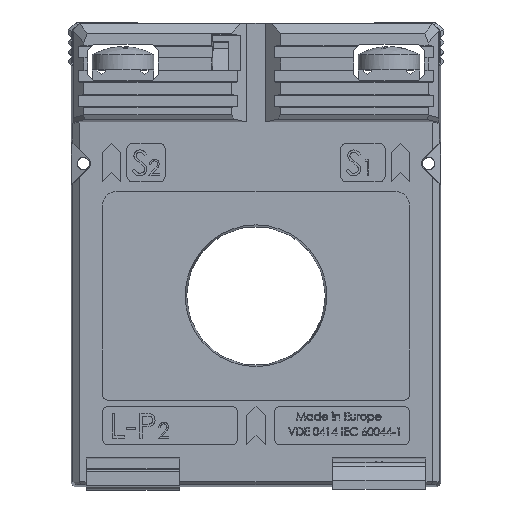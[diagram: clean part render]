
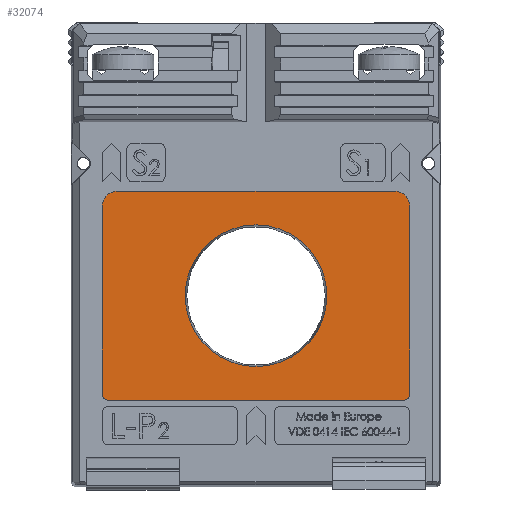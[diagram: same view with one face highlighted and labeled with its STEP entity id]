
A CAD part, top view. The second image highlights one B-rep face of the part: STEP entity #32074.
In plain terms, the highlighted planar face has unit normal (0, 0, 1).
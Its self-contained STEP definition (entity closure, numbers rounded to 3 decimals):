
#1226=FACE_BOUND('',#4258,.T.);
#1414=CIRCLE('',#33743,11.512);
#1443=CIRCLE('',#33840,1.);
#1444=CIRCLE('',#33843,1.);
#1445=CIRCLE('',#33846,2.5);
#1446=CIRCLE('',#33849,2.5);
#2474=FACE_OUTER_BOUND('',#4257,.T.);
#4257=EDGE_LOOP('',(#24852,#24853,#24854,#24855,#24856,#24857,#24858,#24859));
#4258=EDGE_LOOP('',(#24860));
#7436=LINE('',#57460,#10953);
#7439=LINE('',#57468,#10956);
#7442=LINE('',#57476,#10959);
#7445=LINE('',#57483,#10962);
#10953=VECTOR('',#38973,1000.);
#10956=VECTOR('',#38982,1000.);
#10959=VECTOR('',#38991,1000.);
#10962=VECTOR('',#39000,1000.);
#13666=VERTEX_POINT('',#54854);
#14172=VERTEX_POINT('',#57453);
#14173=VERTEX_POINT('',#57455);
#14174=VERTEX_POINT('',#57459);
#14175=VERTEX_POINT('',#57463);
#14176=VERTEX_POINT('',#57467);
#14177=VERTEX_POINT('',#57471);
#14178=VERTEX_POINT('',#57475);
#14179=VERTEX_POINT('',#57479);
#17390=EDGE_CURVE('',#13666,#13666,#1414,.T.);
#17969=EDGE_CURVE('',#14173,#14172,#1443,.T.);
#17971=EDGE_CURVE('',#14174,#14173,#7436,.T.);
#17973=EDGE_CURVE('',#14175,#14174,#1444,.T.);
#17975=EDGE_CURVE('',#14176,#14175,#7439,.T.);
#17977=EDGE_CURVE('',#14177,#14176,#1445,.T.);
#17979=EDGE_CURVE('',#14178,#14177,#7442,.T.);
#17981=EDGE_CURVE('',#14179,#14178,#1446,.T.);
#17983=EDGE_CURVE('',#14172,#14179,#7445,.T.);
#24852=ORIENTED_EDGE('',*,*,#17969,.T.);
#24853=ORIENTED_EDGE('',*,*,#17983,.T.);
#24854=ORIENTED_EDGE('',*,*,#17981,.T.);
#24855=ORIENTED_EDGE('',*,*,#17979,.T.);
#24856=ORIENTED_EDGE('',*,*,#17977,.T.);
#24857=ORIENTED_EDGE('',*,*,#17975,.T.);
#24858=ORIENTED_EDGE('',*,*,#17973,.T.);
#24859=ORIENTED_EDGE('',*,*,#17971,.T.);
#24860=ORIENTED_EDGE('',*,*,#17390,.F.);
#29089=PLANE('',#33851);
#32074=ADVANCED_FACE('',(#2474,#1226),#29089,.T.);
#33743=AXIS2_PLACEMENT_3D('',#54856,#38318,#38319);
#33840=AXIS2_PLACEMENT_3D('',#57456,#38968,#38969);
#33843=AXIS2_PLACEMENT_3D('',#57464,#38977,#38978);
#33846=AXIS2_PLACEMENT_3D('',#57472,#38986,#38987);
#33849=AXIS2_PLACEMENT_3D('',#57480,#38995,#38996);
#33851=AXIS2_PLACEMENT_3D('',#57484,#39001,#39002);
#38318=DIRECTION('center_axis',(0.,0.,1.));
#38319=DIRECTION('ref_axis',(1.,0.,0.));
#38968=DIRECTION('center_axis',(0.,0.,1.));
#38969=DIRECTION('ref_axis',(1.,0.,0.));
#38973=DIRECTION('',(1.,0.,0.));
#38977=DIRECTION('center_axis',(0.,0.,1.));
#38978=DIRECTION('ref_axis',(-1.,0.,0.));
#38982=DIRECTION('',(0.,-1.,0.));
#38986=DIRECTION('center_axis',(0.,0.,1.));
#38987=DIRECTION('ref_axis',(1.,0.,0.));
#38991=DIRECTION('',(-1.,0.,0.));
#38995=DIRECTION('center_axis',(0.,0.,1.));
#38996=DIRECTION('ref_axis',(-1.,0.,0.));
#39000=DIRECTION('',(0.,1.,0.));
#39001=DIRECTION('center_axis',(0.,0.,1.));
#39002=DIRECTION('ref_axis',(1.,0.,0.));
#54854=CARTESIAN_POINT('',(-11.512,0.,14.995));
#54856=CARTESIAN_POINT('Origin',(0.,0.,14.995));
#57453=CARTESIAN_POINT('',(25.,-16.,14.995));
#57455=CARTESIAN_POINT('',(24.,-17.,14.995));
#57456=CARTESIAN_POINT('Origin',(24.,-16.,14.995));
#57459=CARTESIAN_POINT('',(-24.,-17.,14.995));
#57460=CARTESIAN_POINT('',(-24.,-17.,14.995));
#57463=CARTESIAN_POINT('',(-25.,-16.,14.995));
#57464=CARTESIAN_POINT('Origin',(-24.,-16.,14.995));
#57467=CARTESIAN_POINT('',(-25.,14.5,14.995));
#57468=CARTESIAN_POINT('',(-25.,14.5,14.995));
#57471=CARTESIAN_POINT('',(-22.5,17.,14.995));
#57472=CARTESIAN_POINT('Origin',(-22.5,14.5,14.995));
#57475=CARTESIAN_POINT('',(22.5,17.,14.995));
#57476=CARTESIAN_POINT('',(-22.5,17.,14.995));
#57479=CARTESIAN_POINT('',(25.,14.5,14.995));
#57480=CARTESIAN_POINT('Origin',(22.5,14.5,14.995));
#57483=CARTESIAN_POINT('',(25.,14.5,14.995));
#57484=CARTESIAN_POINT('Origin',(24.,-16.,14.995));
